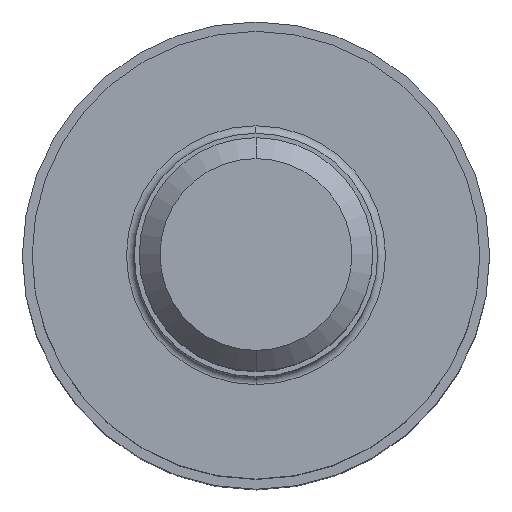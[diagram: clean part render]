
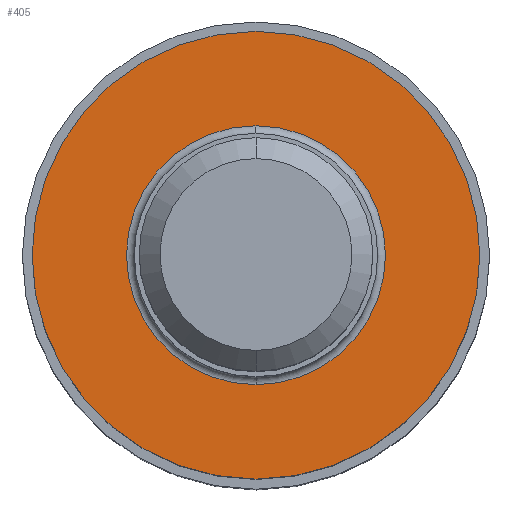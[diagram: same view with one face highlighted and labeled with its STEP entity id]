
A CAD part, top view. The second image highlights one B-rep face of the part: STEP entity #405.
In plain terms, the highlighted planar face has unit normal (0, 0, 1).
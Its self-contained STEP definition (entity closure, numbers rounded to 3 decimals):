
#199=EDGE_CURVE('',#427,#441,#505,.T.);
#275=EDGE_CURVE('',#439,#391,#590,.T.);
#365=EDGE_CURVE('',#441,#427,#693,.T.);
#371=EDGE_CURVE('',#391,#439,#699,.T.);
#391=VERTEX_POINT('',#724);
#405=ADVANCED_FACE('',(#740,#741),#742,.T.);
#427=VERTEX_POINT('',#767);
#439=VERTEX_POINT('',#779);
#441=VERTEX_POINT('',#781);
#505=CIRCLE('',#849,11.5);
#590=CIRCLE('',#958,6.65);
#693=CIRCLE('',#1091,11.5);
#699=CIRCLE('',#1099,6.65);
#724=CARTESIAN_POINT('',(0.,-6.65,0.0));
#740=FACE_OUTER_BOUND('',#1150,.T.);
#741=FACE_BOUND('',#1151,.T.);
#742=PLANE('',#1152);
#767=CARTESIAN_POINT('',(0.0,11.5,0.0));
#779=CARTESIAN_POINT('',(0.0,6.65,0.0));
#781=CARTESIAN_POINT('',(0.,-11.5,0.0));
#849=AXIS2_PLACEMENT_3D('',#1266,#1267,#1268);
#958=AXIS2_PLACEMENT_3D('',#1371,#1372,#1373);
#1091=AXIS2_PLACEMENT_3D('',#1513,#1514,#1515);
#1099=AXIS2_PLACEMENT_3D('',#1519,#1520,#1521);
#1150=EDGE_LOOP('',(#1588,#1589));
#1151=EDGE_LOOP('',(#1590,#1591));
#1152=AXIS2_PLACEMENT_3D('',#1592,#1593,#1594);
#1266=CARTESIAN_POINT('',(0.0,0.0,0.0));
#1267=DIRECTION('',(0.0,0.0,-1.0));
#1268=DIRECTION('',(0.0,1.0,0.0));
#1371=CARTESIAN_POINT('',(0.0,0.0,0.0));
#1372=DIRECTION('',(0.0,0.0,-1.0));
#1373=DIRECTION('',(0.0,1.0,0.0));
#1513=CARTESIAN_POINT('',(0.0,0.0,0.0));
#1514=DIRECTION('',(0.0,0.0,-1.0));
#1515=DIRECTION('',(0.0,1.0,0.0));
#1519=CARTESIAN_POINT('',(0.0,0.0,0.0));
#1520=DIRECTION('',(0.0,0.0,-1.0));
#1521=DIRECTION('',(0.0,1.0,0.0));
#1588=ORIENTED_EDGE('',*,*,#199,.F.);
#1589=ORIENTED_EDGE('',*,*,#365,.F.);
#1590=ORIENTED_EDGE('',*,*,#275,.T.);
#1591=ORIENTED_EDGE('',*,*,#371,.T.);
#1592=CARTESIAN_POINT('',(0.0,5.75,0.0));
#1593=DIRECTION('',(-0.0,0.0,1.0));
#1594=DIRECTION('',(0.0,-1.0,0.0));
